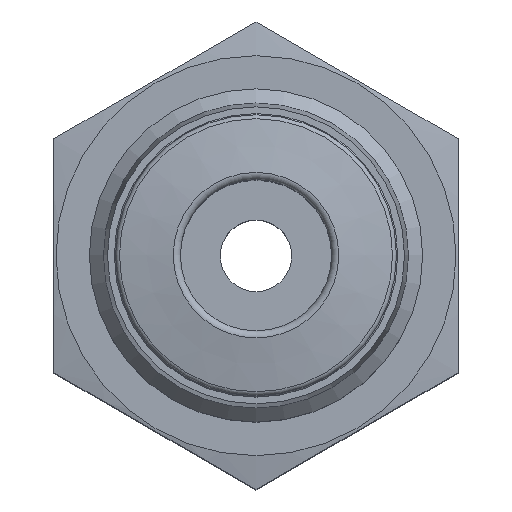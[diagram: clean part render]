
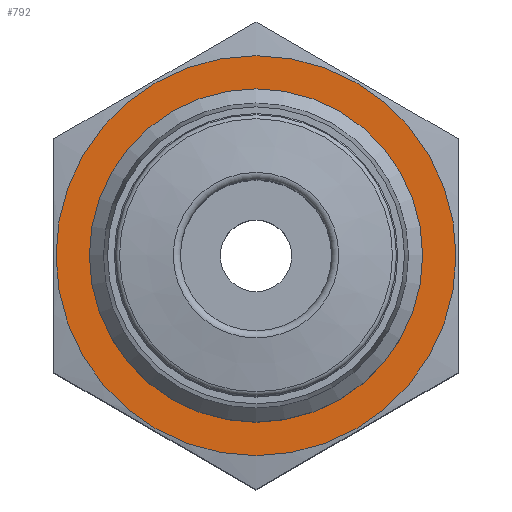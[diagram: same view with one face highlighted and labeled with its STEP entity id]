
A CAD part, top view. The second image highlights one B-rep face of the part: STEP entity #792.
In plain terms, the highlighted face is planar.
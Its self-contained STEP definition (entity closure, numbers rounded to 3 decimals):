
#66=PLANE('',#881);
#155=ORIENTED_EDGE('',*,*,#235,.F.);
#156=ORIENTED_EDGE('',*,*,#236,.T.);
#235=EDGE_CURVE('',#291,#291,#341,.T.);
#236=EDGE_CURVE('',#292,#292,#342,.T.);
#291=VERTEX_POINT('',#1182);
#292=VERTEX_POINT('',#1184);
#341=CIRCLE('',#882,8.4);
#342=CIRCLE('',#883,7.);
#411=EDGE_LOOP('',(#155));
#412=EDGE_LOOP('',(#156));
#495=FACE_BOUND('',#411,.T.);
#496=FACE_BOUND('',#412,.T.);
#792=ADVANCED_FACE('',(#495,#496),#66,.F.);
#881=AXIS2_PLACEMENT_3D('',#1180,#1034,#1035);
#882=AXIS2_PLACEMENT_3D('',#1181,#1036,#1037);
#883=AXIS2_PLACEMENT_3D('',#1183,#1038,#1039);
#1034=DIRECTION('',(1.,0.,0.));
#1035=DIRECTION('',(0.,0.,-1.));
#1036=DIRECTION('',(1.,0.,0.));
#1037=DIRECTION('',(0.,0.,-1.));
#1038=DIRECTION('',(1.,0.,0.));
#1039=DIRECTION('',(0.,0.,-1.));
#1180=CARTESIAN_POINT('',(0.,0.,0.));
#1181=CARTESIAN_POINT('',(0.,0.,0.));
#1182=CARTESIAN_POINT('',(0.,0.,-8.4));
#1183=CARTESIAN_POINT('',(0.,0.,0.));
#1184=CARTESIAN_POINT('',(0.,0.,-7.));
